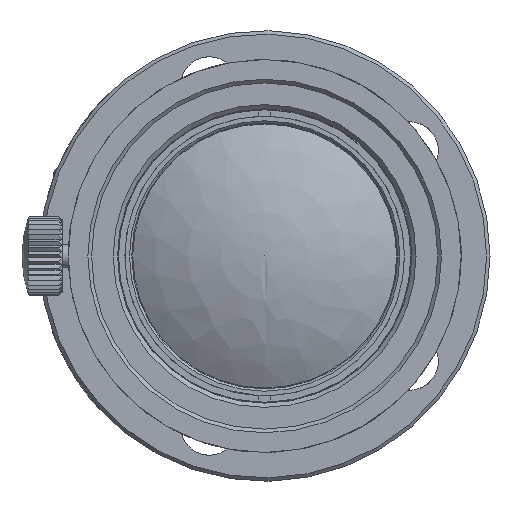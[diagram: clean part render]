
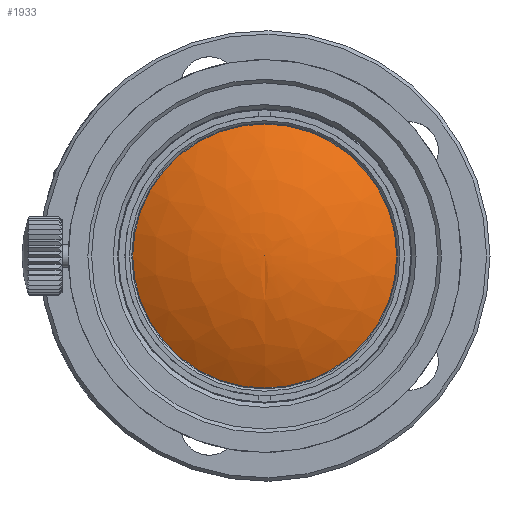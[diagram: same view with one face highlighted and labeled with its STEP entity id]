
A CAD part, left-side view. The second image highlights one B-rep face of the part: STEP entity #1933.
In plain terms, the highlighted face is a revolution surface.
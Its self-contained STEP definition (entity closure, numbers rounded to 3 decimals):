
#161=SURFACE_OF_REVOLUTION('',#770,#163);
#163=AXIS1_PLACEMENT('',#17704,#13198);
#166=VERTEX_LOOP('',#8073);
#398=FACE_BOUND('',#166,.T.);
#399=FACE_BOUND('',#3107,.T.);
#770=B_SPLINE_CURVE_WITH_KNOTS('',3,(#17699,#17700,#17701,#17702,#17703),
 .UNSPECIFIED.,.F.,.F.,(4,1,4),(0.,0.525,1.),.UNSPECIFIED.);
#1933=ADVANCED_FACE('',(#398,#399),#161,.F.);
#3107=EDGE_LOOP('',(#5953));
#5953=ORIENTED_EDGE('',*,*,#9650,.F.);
#8073=VERTEX_POINT('',#17696);
#8074=VERTEX_POINT('',#17698);
#9650=EDGE_CURVE('',#8074,#8074,#10652,.T.);
#10652=CIRCLE('',#11339,11.424);
#11339=AXIS2_PLACEMENT_3D('',#17697,#13196,#13197);
#13196=DIRECTION('',(1.,0.,0.));
#13197=DIRECTION('',(0.,-1.,0.));
#13198=DIRECTION('',(-1.,0.,0.));
#17696=CARTESIAN_POINT('',(-56.724,0.,0.));
#17697=CARTESIAN_POINT('',(-53.727,0.,0.));
#17698=CARTESIAN_POINT('',(-53.727,-11.424,0.));
#17699=CARTESIAN_POINT('',(-56.724,0.,0.));
#17700=CARTESIAN_POINT('',(-56.724,0.,-1.998));
#17701=CARTESIAN_POINT('',(-56.239,0.,-5.806));
#17702=CARTESIAN_POINT('',(-54.748,0.,-9.614));
#17703=CARTESIAN_POINT('',(-53.727,0.,-11.424));
#17704=CARTESIAN_POINT('',(-56.724,0.,0.));
